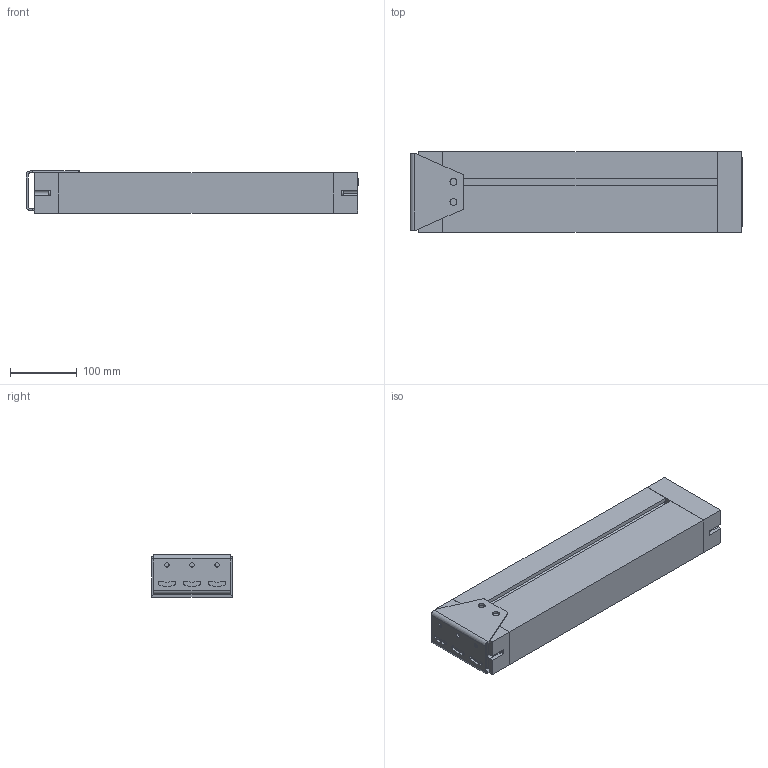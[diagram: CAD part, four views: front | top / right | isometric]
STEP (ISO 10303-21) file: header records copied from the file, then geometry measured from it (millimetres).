
FILE_DESCRIPTION (( 'STEP AP214' ), '1' );
FILE_NAME ('6530040', '2019-01-31T12:12:17', ( '' ), ('JUGARD+KÜNSTNER GmbH'), 'SwSTEP 2.0', 'SolidWorks 2017', '' );
FILE_SCHEMA (( 'AUTOMOTIVE_DESIGN' ));
Length unit declared in the file: millimetre
Products named in the file (3): Kopie von 6530040^6530040; Kopie von B_X2_00FC_X0_gel^6530040; 6530040_CNAJF00
Assembly tree (2 placements, depth 2):
  6530040_CNAJF00
    Kopie von 6530040^6530040
    Kopie von B_X2_00FC_X0_gel^6530040
Bounding box: 497 x 120.02 x 63.01 mm (x, y, z)
Volume: 3396893.2 mm3; surface area: 237116.5 mm2
Topology: 2 solids, 2 shells, 109 faces, 303 edges, 202 vertices
Faces by surface type: plane 62, cylinder 43, cone 4
Entity records: 4005 total; most frequent: CARTESIAN_POINT 631, DIRECTION 621, ORIENTED_EDGE 606, EDGE_CURVE 303, AXIS2_PLACEMENT_3D 208, LINE 205, VECTOR 205, VERTEX_POINT 202
